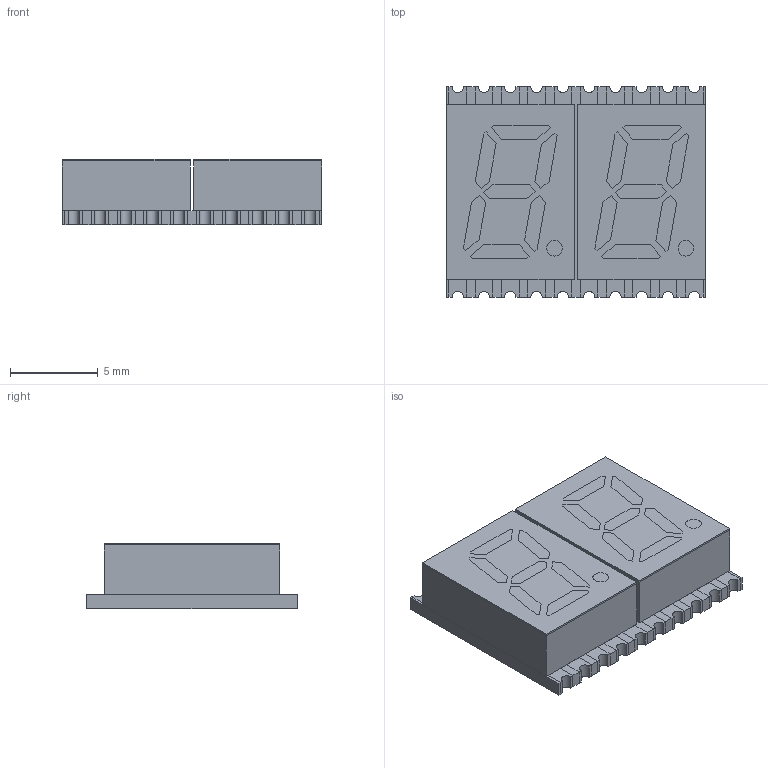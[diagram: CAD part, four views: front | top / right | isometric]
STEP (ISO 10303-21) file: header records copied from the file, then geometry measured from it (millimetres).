
FILE_DESCRIPTION((''),'2;1');
FILE_NAME('DS_KINGBRIGHT_KCDC03-105.stp','2014-05-12T14:43:03',(''),(''),'Mechanical Desktop 2011','Mechanical Desktop 2011',', , ');
FILE_SCHEMA(('AUTOMOTIVE_DESIGN { 1 2 10303 214 1 1 1 1 }'));
Length unit declared in the file: millimetre
Products named in the file (1): Product
Bounding box: 14.8 x 12 x 3.75 mm (x, y, z)
Volume: 570.1 mm3; surface area: 1387 mm2
Topology: 41 solids, 41 shells, 582 faces, 1452 edges, 968 vertices
Faces by surface type: plane 450, bspline 110, cylinder 22
Entity records: 17247 total; most frequent: CARTESIAN_POINT 3473, ORIENTED_EDGE 2904, DIRECTION 2462, EDGE_CURVE 1452, VECTOR 1388, LINE 1388, VERTEX_POINT 968, EDGE_LOOP 630
